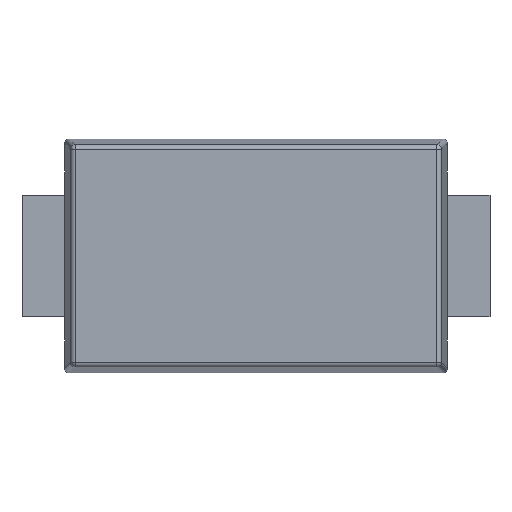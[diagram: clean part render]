
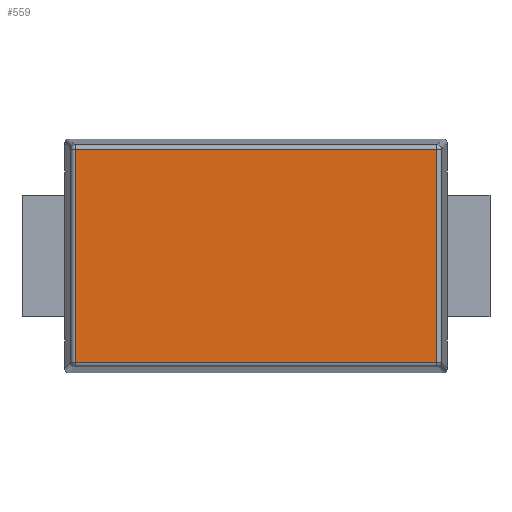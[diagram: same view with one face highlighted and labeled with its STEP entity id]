
A CAD part, top view. The second image highlights one B-rep face of the part: STEP entity #559.
In plain terms, the highlighted planar face has unit normal (0, 0, 1).
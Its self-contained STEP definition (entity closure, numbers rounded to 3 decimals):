
#194 = VERTEX_POINT('',#195);
#195 = CARTESIAN_POINT('',(-1.987,-1.178,
    0.95));
#229 = VERTEX_POINT('',#230);
#230 = CARTESIAN_POINT('',(-1.987,1.19,0.95
    ));
#294 = EDGE_CURVE('',#229,#194,#295,.T.);
#295 = LINE('',#296,#297);
#296 = CARTESIAN_POINT('',(-1.987,-1.224,
    0.95));
#297 = VECTOR('',#298,1.);
#298 = DIRECTION('',(0.,-1.,0.));
#318 = VERTEX_POINT('',#319);
#319 = CARTESIAN_POINT('',(2.032,-1.178,0.95
    ));
#326 = EDGE_CURVE('',#194,#318,#327,.T.);
#327 = LINE('',#328,#329);
#328 = CARTESIAN_POINT('',(2.077,-1.178,0.95
    ));
#329 = VECTOR('',#330,1.);
#330 = DIRECTION('',(1.,0.,0.));
#380 = VERTEX_POINT('',#381);
#381 = CARTESIAN_POINT('',(2.032,1.19,0.95)
  );
#397 = EDGE_CURVE('',#380,#229,#398,.T.);
#398 = LINE('',#399,#400);
#399 = CARTESIAN_POINT('',(-2.033,1.19,0.95
    ));
#400 = VECTOR('',#401,1.);
#401 = DIRECTION('',(-1.,0.,0.));
#559 = ADVANCED_FACE('',(#560),#571,.T.);
#560 = FACE_BOUND('',#561,.T.);
#561 = EDGE_LOOP('',(#562,#563,#569,#570));
#562 = ORIENTED_EDGE('',*,*,#326,.T.);
#563 = ORIENTED_EDGE('',*,*,#564,.T.);
#564 = EDGE_CURVE('',#318,#380,#565,.T.);
#565 = LINE('',#566,#567);
#566 = CARTESIAN_POINT('',(2.032,1.236,0.95)
  );
#567 = VECTOR('',#568,1.);
#568 = DIRECTION('',(-0.,1.,0.));
#569 = ORIENTED_EDGE('',*,*,#397,.T.);
#570 = ORIENTED_EDGE('',*,*,#294,.T.);
#571 = PLANE('',#572);
#572 = AXIS2_PLACEMENT_3D('',#573,#574,#575);
#573 = CARTESIAN_POINT('',(2.147,1.306,0.95));
#574 = DIRECTION('',(0.,0.,1.));
#575 = DIRECTION('',(-1.,0.,0.));
